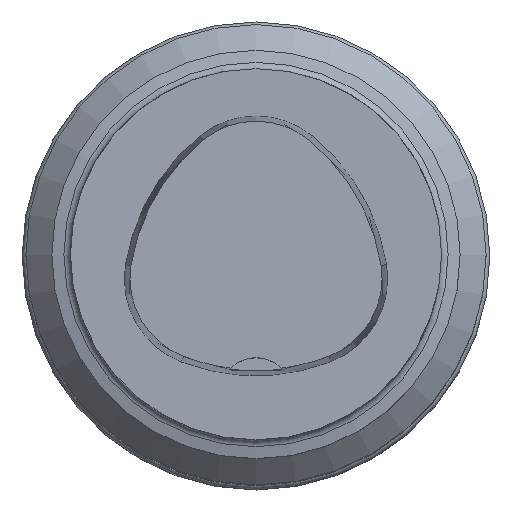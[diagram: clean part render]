
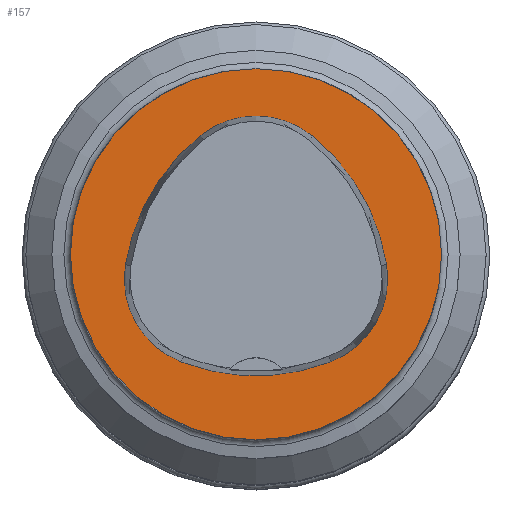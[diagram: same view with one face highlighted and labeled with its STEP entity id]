
A CAD part, top view. The second image highlights one B-rep face of the part: STEP entity #157.
In plain terms, the highlighted planar face has unit normal (0, 0, 1).
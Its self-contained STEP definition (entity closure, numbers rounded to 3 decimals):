
#127=PLANE('',#690);
#157=ADVANCED_FACE('',(#209,#210),#127,.T.);
#209=FACE_BOUND('',#264,.T.);
#210=FACE_BOUND('',#265,.T.);
#264=EDGE_LOOP('',(#375,#376,#377,#378,#379,#380));
#265=EDGE_LOOP('',(#381));
#375=ORIENTED_EDGE('',*,*,#552,.T.);
#376=ORIENTED_EDGE('',*,*,#532,.T.);
#377=ORIENTED_EDGE('',*,*,#536,.T.);
#378=ORIENTED_EDGE('',*,*,#539,.T.);
#379=ORIENTED_EDGE('',*,*,#542,.T.);
#380=ORIENTED_EDGE('',*,*,#550,.T.);
#381=ORIENTED_EDGE('',*,*,#523,.F.);
#469=VERTEX_POINT('',#986);
#478=VERTEX_POINT('',#1005);
#479=VERTEX_POINT('',#1006);
#482=VERTEX_POINT('',#1014);
#484=VERTEX_POINT('',#1020);
#486=VERTEX_POINT('',#1026);
#493=VERTEX_POINT('',#1047);
#523=EDGE_CURVE('',#469,#469,#585,.T.);
#532=EDGE_CURVE('',#478,#479,#586,.T.);
#536=EDGE_CURVE('',#479,#482,#588,.T.);
#539=EDGE_CURVE('',#482,#484,#590,.T.);
#542=EDGE_CURVE('',#484,#486,#592,.T.);
#550=EDGE_CURVE('',#486,#493,#596,.T.);
#552=EDGE_CURVE('',#493,#478,#598,.T.);
#585=CIRCLE('',#662,25.);
#586=CIRCLE('',#668,28.);
#588=CIRCLE('',#671,12.);
#590=CIRCLE('',#674,28.);
#592=CIRCLE('',#677,12.);
#596=CIRCLE('',#682,28.);
#598=CIRCLE('',#685,12.);
#662=AXIS2_PLACEMENT_3D('',#985,#774,#775);
#668=AXIS2_PLACEMENT_3D('',#1004,#790,#791);
#671=AXIS2_PLACEMENT_3D('',#1013,#798,#799);
#674=AXIS2_PLACEMENT_3D('',#1019,#805,#806);
#677=AXIS2_PLACEMENT_3D('',#1025,#812,#813);
#682=AXIS2_PLACEMENT_3D('',#1048,#824,#825);
#685=AXIS2_PLACEMENT_3D('',#1051,#830,#831);
#690=AXIS2_PLACEMENT_3D('',#1056,#840,#841);
#774=DIRECTION('',(0.,0.,-1.));
#775=DIRECTION('',(-1.,0.,0.));
#790=DIRECTION('',(0.,0.,-1.));
#791=DIRECTION('',(-1.,0.,0.));
#798=DIRECTION('',(0.,0.,-1.));
#799=DIRECTION('',(-1.,0.,0.));
#805=DIRECTION('',(0.,0.,-1.));
#806=DIRECTION('',(-1.,0.,0.));
#812=DIRECTION('',(0.,0.,-1.));
#813=DIRECTION('',(-1.,0.,0.));
#824=DIRECTION('',(0.,0.,-1.));
#825=DIRECTION('',(-1.,0.,0.));
#830=DIRECTION('',(0.,0.,-1.));
#831=DIRECTION('',(-1.,0.,0.));
#840=DIRECTION('',(0.,0.,1.));
#841=DIRECTION('',(1.,0.,0.));
#985=CARTESIAN_POINT('',(0.,0.,0.));
#986=CARTESIAN_POINT('',(-25.,0.,0.));
#1004=CARTESIAN_POINT('',(10.068,-5.824,0.));
#1005=CARTESIAN_POINT('',(-17.584,-1.424,0.));
#1006=CARTESIAN_POINT('',(-7.531,15.953,0.));
#1013=CARTESIAN_POINT('',(0.011,6.62,0.));
#1014=CARTESIAN_POINT('',(7.567,15.942,0.));
#1019=CARTESIAN_POINT('',(-10.063,-5.81,0.));
#1020=CARTESIAN_POINT('',(17.59,-1.418,0.));
#1025=CARTESIAN_POINT('',(5.739,-3.3,0.));
#1026=CARTESIAN_POINT('',(10.05,-14.499,0.));
#1047=CARTESIAN_POINT('',(-10.025,-14.516,0.));
#1048=CARTESIAN_POINT('',(-0.01,11.631,0.));
#1051=CARTESIAN_POINT('',(-5.733,-3.31,0.));
#1056=CARTESIAN_POINT('',(0.,0.,0.));
